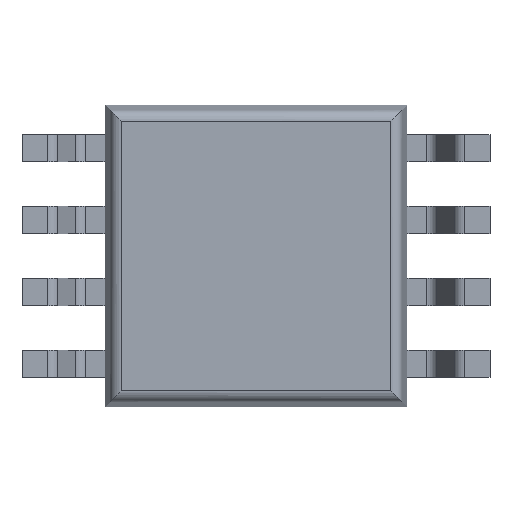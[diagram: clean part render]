
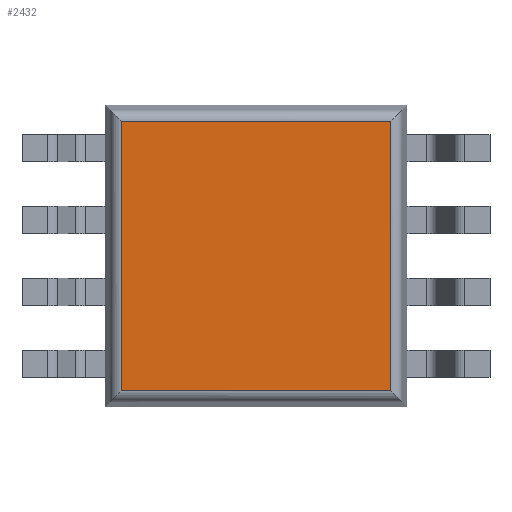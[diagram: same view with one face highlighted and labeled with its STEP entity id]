
A CAD part, front view. The second image highlights one B-rep face of the part: STEP entity #2432.
In plain terms, the highlighted planar face has unit normal (0, -1, 0).
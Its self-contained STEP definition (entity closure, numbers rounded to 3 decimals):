
#170=PLANE('',#2652);
#304=FACE_OUTER_BOUND('',#438,.T.);
#438=EDGE_LOOP('',(#2249,#2250,#2251,#2252));
#446=LINE('',#3366,#722);
#452=LINE('',#3384,#728);
#462=LINE('',#3408,#738);
#716=LINE('',#4040,#992);
#722=VECTOR('',#2674,10.);
#728=VECTOR('',#2690,10.);
#738=VECTOR('',#2712,10.);
#992=VECTOR('',#3338,10.);
#1007=VERTEX_POINT('',#3362);
#1009=VERTEX_POINT('',#3365);
#1014=VERTEX_POINT('',#3378);
#1016=VERTEX_POINT('',#3382);
#1225=EDGE_CURVE('',#1009,#1007,#446,.T.);
#1234=EDGE_CURVE('',#1016,#1014,#452,.T.);
#1246=EDGE_CURVE('',#1014,#1007,#462,.T.);
#1564=EDGE_CURVE('',#1016,#1009,#716,.T.);
#2249=ORIENTED_EDGE('',*,*,#1225,.T.);
#2250=ORIENTED_EDGE('',*,*,#1246,.F.);
#2251=ORIENTED_EDGE('',*,*,#1234,.F.);
#2252=ORIENTED_EDGE('',*,*,#1564,.T.);
#2432=ADVANCED_FACE('',(#304),#170,.T.);
#2652=AXIS2_PLACEMENT_3D('',#4041,#3339,#3340);
#2674=DIRECTION('',(-1.,0.,0.));
#2690=DIRECTION('',(-1.,0.,0.));
#2712=DIRECTION('',(0.,0.,1.));
#3338=DIRECTION('',(0.,0.,1.));
#3339=DIRECTION('center_axis',(0.,-1.,0.));
#3340=DIRECTION('ref_axis',(1.,0.,0.));
#3362=CARTESIAN_POINT('',(0.288,0.,5.042));
#3365=CARTESIAN_POINT('',(5.042,0.,5.042));
#3366=CARTESIAN_POINT('',(-1.466,0.,5.042));
#3378=CARTESIAN_POINT('',(0.288,0.,0.288));
#3382=CARTESIAN_POINT('',(5.042,0.,0.288));
#3384=CARTESIAN_POINT('',(-1.466,0.,0.288));
#3408=CARTESIAN_POINT('',(0.288,0.,0.));
#4040=CARTESIAN_POINT('',(5.042,0.,0.));
#4041=CARTESIAN_POINT('Origin',(0.288,0.,
0.));
